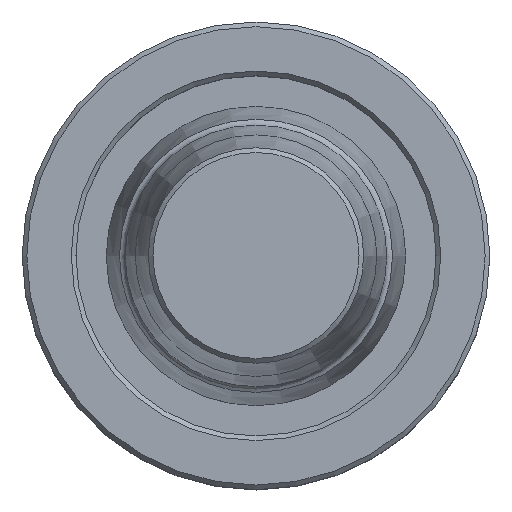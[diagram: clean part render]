
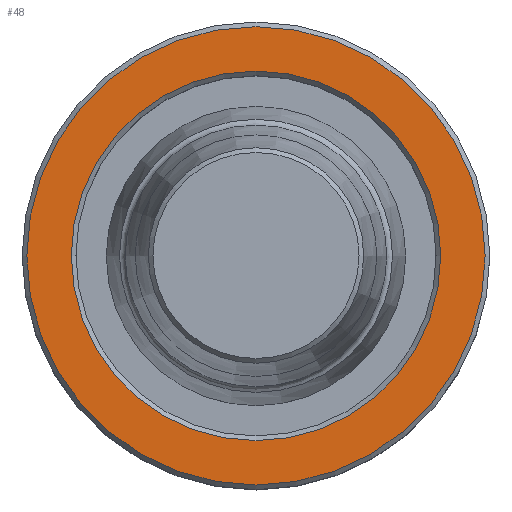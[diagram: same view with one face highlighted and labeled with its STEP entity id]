
A CAD part, top view. The second image highlights one B-rep face of the part: STEP entity #48.
In plain terms, the highlighted planar face has unit normal (0, 0, 1).
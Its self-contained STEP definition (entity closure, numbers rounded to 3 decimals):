
#41=PLANE('',#279);
#48=ADVANCED_FACE('',(#78,#79),#41,.T.);
#78=FACE_BOUND('',#116,.T.);
#79=FACE_BOUND('',#117,.T.);
#116=EDGE_LOOP('',(#156));
#117=EDGE_LOOP('',(#157));
#156=ORIENTED_EDGE('',*,*,#216,.T.);
#157=ORIENTED_EDGE('',*,*,#214,.F.);
#194=VERTEX_POINT('',#411);
#196=VERTEX_POINT('',#416);
#214=EDGE_CURVE('',#194,#194,#234,.T.);
#216=EDGE_CURVE('',#196,#196,#236,.T.);
#234=CIRCLE('',#275,24.5);
#236=CIRCLE('',#278,19.75);
#275=AXIS2_PLACEMENT_3D('',#410,#324,#325);
#278=AXIS2_PLACEMENT_3D('',#415,#330,#331);
#279=AXIS2_PLACEMENT_3D('',#417,#332,#333);
#324=DIRECTION('',(0.,0.,-1.));
#325=DIRECTION('',(-1.,0.,0.));
#330=DIRECTION('',(0.,0.,-1.));
#331=DIRECTION('',(-1.,0.,0.));
#332=DIRECTION('',(0.,0.,1.));
#333=DIRECTION('',(1.,0.,0.));
#410=CARTESIAN_POINT('',(0.,0.,11.97));
#411=CARTESIAN_POINT('',(-24.5,0.,11.97));
#415=CARTESIAN_POINT('',(0.,0.,11.97));
#416=CARTESIAN_POINT('',(-19.75,0.,11.97));
#417=CARTESIAN_POINT('',(0.,24.5,11.97));
